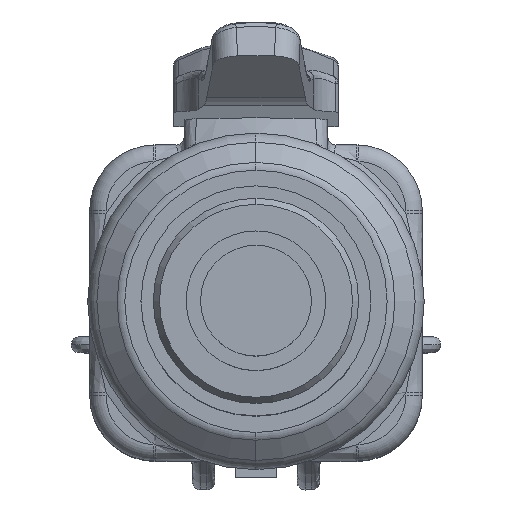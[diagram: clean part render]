
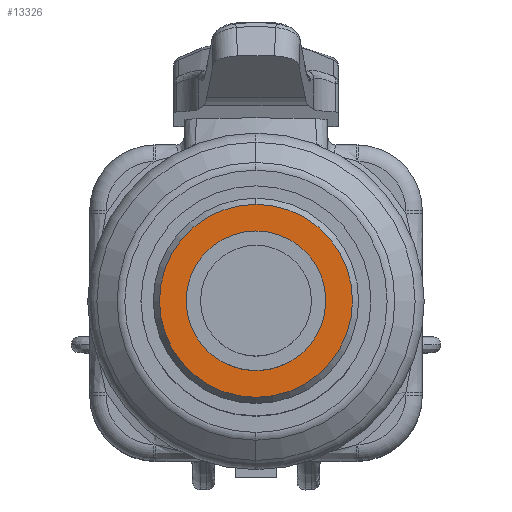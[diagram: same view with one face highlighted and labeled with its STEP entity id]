
A CAD part, top view. The second image highlights one B-rep face of the part: STEP entity #13326.
In plain terms, the highlighted face is planar.
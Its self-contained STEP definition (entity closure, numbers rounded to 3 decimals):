
#4895=CARTESIAN_POINT('',(0.,0.,-34.));
#4896=DIRECTION('',(0.,0.,-1.));
#4897=DIRECTION('',(0.,1.,0.));
#4898=AXIS2_PLACEMENT_3D('',#4895,#4896,#4897);
#4910=CARTESIAN_POINT('',(0.,0.,-34.));
#4911=DIRECTION('',(0.,0.,1.));
#4912=DIRECTION('',(0.,1.,0.));
#4913=AXIS2_PLACEMENT_3D('',#4910,#4911,#4912);
#4918=CARTESIAN_POINT('',(0.,0.,-34.));
#4919=DIRECTION('',(0.,0.,1.));
#4920=DIRECTION('',(0.,1.,0.));
#4921=AXIS2_PLACEMENT_3D('',#4918,#4919,#4920);
#4926=CARTESIAN_POINT('',(0.,0.,-34.));
#4927=DIRECTION('',(0.,0.,-1.));
#4928=DIRECTION('',(0.,1.,0.));
#4929=AXIS2_PLACEMENT_3D('',#4926,#4927,#4928);
#5019=CARTESIAN_POINT('',(0.,8.5,-34.));
#5021=VERTEX_POINT('',#5019);
#5027=CARTESIAN_POINT('',(0.,-8.5,-34.));
#5029=VERTEX_POINT('',#5027);
#5344=CARTESIAN_POINT('',(0.,11.75,-34.));
#5346=VERTEX_POINT('',#5344);
#5348=CARTESIAN_POINT('',(0.,-11.75,-34.));
#5350=VERTEX_POINT('',#5348);
#13311=CARTESIAN_POINT('',(0.,0.,-34.));
#13312=DIRECTION('',(0.,0.,1.));
#13313=DIRECTION('',(0.,1.,0.));
#13314=AXIS2_PLACEMENT_3D('',#13311,#13312,#13313);
#13315=PLANE('',#13314);
#13316=ORIENTED_EDGE('',*,*,#13266,.F.);
#13317=ORIENTED_EDGE('',*,*,#13294,.T.);
#13318=EDGE_LOOP('',(#13316,#13317));
#13319=FACE_OUTER_BOUND('',#13318,.F.);
#13321=ORIENTED_EDGE('',*,*,#13320,.F.);
#13323=ORIENTED_EDGE('',*,*,#13322,.T.);
#13324=EDGE_LOOP('',(#13321,#13323));
#13325=FACE_BOUND('',#13324,.F.);
#13326=ADVANCED_FACE('',(#13319,#13325),#13315,.F.);
#4899=CIRCLE('',#4898,11.75);
#4914=CIRCLE('',#4913,11.75);
#4922=CIRCLE('',#4921,8.5);
#4930=CIRCLE('',#4929,8.5);
#13266=EDGE_CURVE('',#5346,#5350,#4899,.T.);
#13294=EDGE_CURVE('',#5346,#5350,#4914,.T.);
#13320=EDGE_CURVE('',#5021,#5029,#4922,.T.);
#13322=EDGE_CURVE('',#5021,#5029,#4930,.T.);
